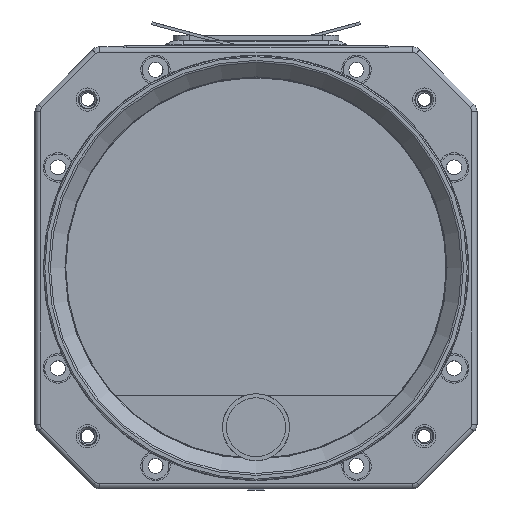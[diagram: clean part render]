
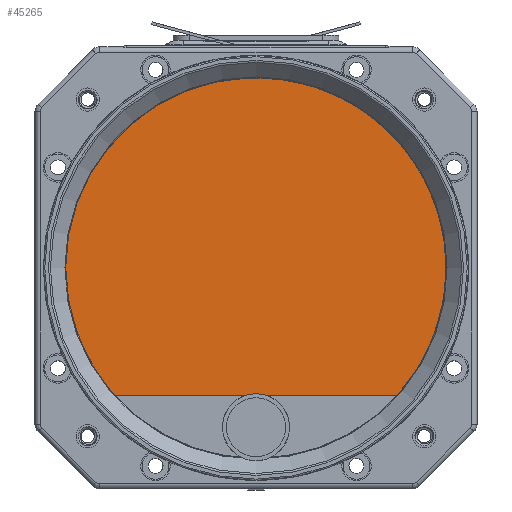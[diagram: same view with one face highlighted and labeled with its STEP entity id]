
A CAD part, front view. The second image highlights one B-rep face of the part: STEP entity #45265.
In plain terms, the highlighted planar face has unit normal (0, -1, 0).
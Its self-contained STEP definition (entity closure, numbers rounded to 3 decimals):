
#2118=FACE_BOUND('',#6610,.T.);
#2625=PLANE('',#47983);
#4142=FACE_OUTER_BOUND('',#6609,.T.);
#6609=EDGE_LOOP('',(#31165,#31166,#31167,#31168,#31169,#31170,#31171,#31172,
#31173));
#6610=EDGE_LOOP('',(#31174));
#9425=LINE('',#65350,#13763);
#9428=LINE('',#65358,#13766);
#9436=LINE('',#65384,#13774);
#9438=LINE('',#65387,#13776);
#9439=LINE('',#65390,#13777);
#9440=LINE('',#65392,#13778);
#9441=LINE('',#65394,#13779);
#13763=VECTOR('',#52325,10.);
#13766=VECTOR('',#52332,10.);
#13774=VECTOR('',#52356,10.);
#13776=VECTOR('',#52360,10.);
#13777=VECTOR('',#52363,10.);
#13778=VECTOR('',#52364,10.);
#13779=VECTOR('',#52365,10.);
#18100=CIRCLE('',#47969,3.);
#18104=CIRCLE('',#47977,39.65);
#18107=CIRCLE('',#47984,39.65);
#19926=VERTEX_POINT('',#65342);
#19928=VERTEX_POINT('',#65348);
#19929=VERTEX_POINT('',#65349);
#19932=VERTEX_POINT('',#65357);
#19935=VERTEX_POINT('',#65365);
#19941=VERTEX_POINT('',#65381);
#19942=VERTEX_POINT('',#65383);
#19943=VERTEX_POINT('',#65389);
#19944=VERTEX_POINT('',#65391);
#19945=VERTEX_POINT('',#65393);
#24366=EDGE_CURVE('',#19926,#19926,#18100,.T.);
#24369=EDGE_CURVE('',#19928,#19929,#9425,.T.);
#24373=EDGE_CURVE('',#19932,#19928,#9428,.T.);
#24378=EDGE_CURVE('',#19935,#19929,#18104,.T.);
#24386=EDGE_CURVE('',#19942,#19941,#9436,.T.);
#24388=EDGE_CURVE('',#19941,#19932,#9438,.T.);
#24389=EDGE_CURVE('',#19943,#19935,#9439,.T.);
#24390=EDGE_CURVE('',#19944,#19943,#9440,.T.);
#24391=EDGE_CURVE('',#19945,#19944,#9441,.T.);
#24392=EDGE_CURVE('',#19942,#19945,#18107,.T.);
#31165=ORIENTED_EDGE('',*,*,#24369,.T.);
#31166=ORIENTED_EDGE('',*,*,#24378,.F.);
#31167=ORIENTED_EDGE('',*,*,#24389,.F.);
#31168=ORIENTED_EDGE('',*,*,#24390,.F.);
#31169=ORIENTED_EDGE('',*,*,#24391,.F.);
#31170=ORIENTED_EDGE('',*,*,#24392,.F.);
#31171=ORIENTED_EDGE('',*,*,#24386,.T.);
#31172=ORIENTED_EDGE('',*,*,#24388,.T.);
#31173=ORIENTED_EDGE('',*,*,#24373,.T.);
#31174=ORIENTED_EDGE('',*,*,#24366,.T.);
#45265=ADVANCED_FACE('',(#4142,#2118),#2625,.F.);
#47969=AXIS2_PLACEMENT_3D('',#65343,#52318,#52319);
#47977=AXIS2_PLACEMENT_3D('',#65367,#52341,#52342);
#47983=AXIS2_PLACEMENT_3D('',#65388,#52361,#52362);
#47984=AXIS2_PLACEMENT_3D('',#65395,#52366,#52367);
#52318=DIRECTION('center_axis',(0.,1.,0.));
#52319=DIRECTION('ref_axis',(1.,0.,0.));
#52325=DIRECTION('',(-0.259,0.,0.966));
#52332=DIRECTION('',(-0.966,0.,-0.259));
#52341=DIRECTION('center_axis',(0.,1.,0.));
#52342=DIRECTION('ref_axis',(-0.038,0.,-0.999));
#52356=DIRECTION('',(-0.259,0.,-0.966));
#52360=DIRECTION('',(-0.966,0.,0.259));
#52361=DIRECTION('center_axis',(0.,1.,0.));
#52362=DIRECTION('ref_axis',(-1.,0.,0.));
#52363=DIRECTION('',(0.,0.,1.));
#52364=DIRECTION('',(-1.,0.,0.));
#52365=DIRECTION('',(0.,0.,-1.));
#52366=DIRECTION('center_axis',(0.,1.,0.));
#52367=DIRECTION('ref_axis',(-0.038,0.,-0.999));
#65342=CARTESIAN_POINT('',(-3.,-4.75,-29.75));
#65343=CARTESIAN_POINT('Origin',(0.,-4.75,-29.75));
#65348=CARTESIAN_POINT('',(-14.134,-4.75,33.681));
#65349=CARTESIAN_POINT('',(-14.949,-4.75,36.724));
#65350=CARTESIAN_POINT('',(-9.71,-4.75,17.171));
#65357=CARTESIAN_POINT('',(0.,-4.75,37.468));
#65358=CARTESIAN_POINT('',(0.761,-4.75,37.672));
#65365=CARTESIAN_POINT('',(-1.5,-4.75,-39.622));
#65367=CARTESIAN_POINT('Origin',(0.,-4.75,0.));
#65381=CARTESIAN_POINT('',(14.134,-4.75,33.681));
#65383=CARTESIAN_POINT('',(14.949,-4.75,36.724));
#65384=CARTESIAN_POINT('',(9.71,-4.75,17.171));
#65387=CARTESIAN_POINT('',(-0.761,-4.75,37.672));
#65388=CARTESIAN_POINT('Origin',(0.,-4.75,-0.908));
#65389=CARTESIAN_POINT('',(-1.5,-4.75,-41.466));
#65390=CARTESIAN_POINT('',(-1.5,-4.75,-41.466));
#65391=CARTESIAN_POINT('',(1.5,-4.75,-41.466));
#65392=CARTESIAN_POINT('',(1.5,-4.75,-41.466));
#65393=CARTESIAN_POINT('',(1.5,-4.75,-39.622));
#65394=CARTESIAN_POINT('',(1.5,-4.75,-39.622));
#65395=CARTESIAN_POINT('Origin',(0.,-4.75,0.));
